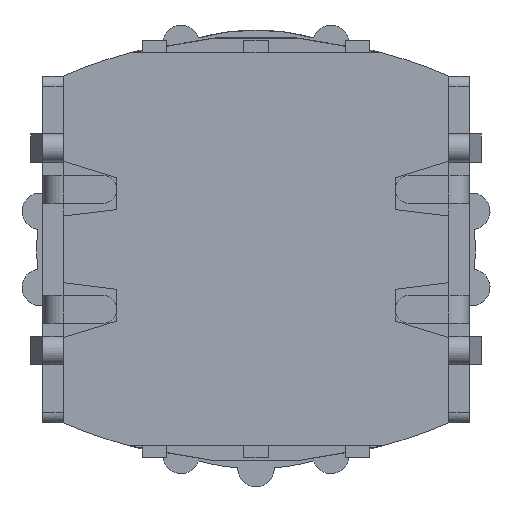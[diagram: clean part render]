
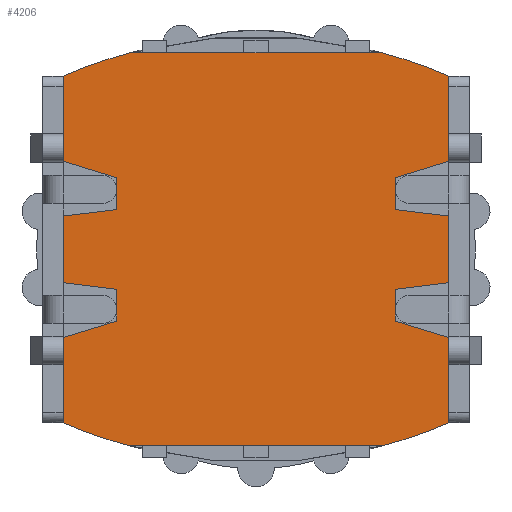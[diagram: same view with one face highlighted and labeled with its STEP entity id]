
A CAD part, front view. The second image highlights one B-rep face of the part: STEP entity #4206.
In plain terms, the highlighted planar face has unit normal (0, -1, 0).
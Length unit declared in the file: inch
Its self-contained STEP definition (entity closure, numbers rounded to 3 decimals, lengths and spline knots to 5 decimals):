
#121=CIRCLE('',#4487,0.48203);
#123=CIRCLE('',#4489,0.48203);
#125=CIRCLE('',#4493,0.48203);
#127=CIRCLE('',#4495,0.48203);
#315=ORIENTED_EDGE('',*,*,#1577,.F.);
#316=ORIENTED_EDGE('',*,*,#1580,.T.);
#317=ORIENTED_EDGE('',*,*,#1579,.F.);
#318=ORIENTED_EDGE('',*,*,#1565,.F.);
#319=ORIENTED_EDGE('',*,*,#1581,.F.);
#320=ORIENTED_EDGE('',*,*,#1582,.F.);
#321=ORIENTED_EDGE('',*,*,#1583,.F.);
#322=ORIENTED_EDGE('',*,*,#1572,.F.);
#323=ORIENTED_EDGE('',*,*,#1584,.F.);
#324=ORIENTED_EDGE('',*,*,#1585,.F.);
#325=ORIENTED_EDGE('',*,*,#1586,.F.);
#326=ORIENTED_EDGE('',*,*,#1568,.F.);
#327=ORIENTED_EDGE('',*,*,#1559,.F.);
#328=ORIENTED_EDGE('',*,*,#1587,.T.);
#329=ORIENTED_EDGE('',*,*,#1562,.F.);
#330=ORIENTED_EDGE('',*,*,#1546,.F.);
#331=ORIENTED_EDGE('',*,*,#1588,.F.);
#332=ORIENTED_EDGE('',*,*,#1589,.F.);
#333=ORIENTED_EDGE('',*,*,#1590,.F.);
#334=ORIENTED_EDGE('',*,*,#1554,.F.);
#335=ORIENTED_EDGE('',*,*,#1591,.F.);
#336=ORIENTED_EDGE('',*,*,#1592,.F.);
#337=ORIENTED_EDGE('',*,*,#1593,.F.);
#338=ORIENTED_EDGE('',*,*,#1550,.F.);
#1546=EDGE_CURVE('',#2180,#2181,#2601,.T.);
#1550=EDGE_CURVE('',#2184,#2185,#2605,.T.);
#1554=EDGE_CURVE('',#2188,#2189,#2609,.T.);
#1559=EDGE_CURVE('',#2193,#2194,#121,.T.);
#1562=EDGE_CURVE('',#2181,#2191,#123,.T.);
#1565=EDGE_CURVE('',#2198,#2199,#2616,.T.);
#1568=EDGE_CURVE('',#2194,#2201,#2619,.T.);
#1572=EDGE_CURVE('',#2204,#2205,#2623,.T.);
#1577=EDGE_CURVE('',#2209,#2184,#125,.T.);
#1579=EDGE_CURVE('',#2199,#2207,#127,.T.);
#1580=EDGE_CURVE('',#2209,#2207,#2627,.T.);
#1581=EDGE_CURVE('',#2210,#2198,#2628,.T.);
#1582=EDGE_CURVE('',#2211,#2210,#2629,.T.);
#1583=EDGE_CURVE('',#2205,#2211,#2630,.T.);
#1584=EDGE_CURVE('',#2212,#2204,#2631,.T.);
#1585=EDGE_CURVE('',#2213,#2212,#2632,.T.);
#1586=EDGE_CURVE('',#2201,#2213,#2633,.T.);
#1587=EDGE_CURVE('',#2193,#2191,#2634,.T.);
#1588=EDGE_CURVE('',#2214,#2180,#2635,.T.);
#1589=EDGE_CURVE('',#2215,#2214,#2636,.T.);
#1590=EDGE_CURVE('',#2189,#2215,#2637,.T.);
#1591=EDGE_CURVE('',#2216,#2188,#2638,.T.);
#1592=EDGE_CURVE('',#2217,#2216,#2639,.T.);
#1593=EDGE_CURVE('',#2185,#2217,#2640,.T.);
#2180=VERTEX_POINT('',#6152);
#2181=VERTEX_POINT('',#6154);
#2184=VERTEX_POINT('',#6160);
#2185=VERTEX_POINT('',#6162);
#2188=VERTEX_POINT('',#6168);
#2189=VERTEX_POINT('',#6170);
#2191=VERTEX_POINT('',#6175);
#2193=VERTEX_POINT('',#6179);
#2194=VERTEX_POINT('',#6181);
#2198=VERTEX_POINT('',#6191);
#2199=VERTEX_POINT('',#6193);
#2201=VERTEX_POINT('',#6198);
#2204=VERTEX_POINT('',#6204);
#2205=VERTEX_POINT('',#6206);
#2207=VERTEX_POINT('',#6211);
#2209=VERTEX_POINT('',#6215);
#2210=VERTEX_POINT('',#6222);
#2211=VERTEX_POINT('',#6224);
#2212=VERTEX_POINT('',#6227);
#2213=VERTEX_POINT('',#6229);
#2214=VERTEX_POINT('',#6233);
#2215=VERTEX_POINT('',#6235);
#2216=VERTEX_POINT('',#6238);
#2217=VERTEX_POINT('',#6240);
#2601=LINE('',#6153,#3075);
#2605=LINE('',#6161,#3079);
#2609=LINE('',#6169,#3083);
#2616=LINE('',#6192,#3090);
#2619=LINE('',#6197,#3093);
#2623=LINE('',#6205,#3097);
#2627=LINE('',#6220,#3101);
#2628=LINE('',#6221,#3102);
#2629=LINE('',#6223,#3103);
#2630=LINE('',#6225,#3104);
#2631=LINE('',#6226,#3105);
#2632=LINE('',#6228,#3106);
#2633=LINE('',#6230,#3107);
#2634=LINE('',#6231,#3108);
#2635=LINE('',#6232,#3109);
#2636=LINE('',#6234,#3110);
#2637=LINE('',#6236,#3111);
#2638=LINE('',#6237,#3112);
#2639=LINE('',#6239,#3113);
#2640=LINE('',#6241,#3114);
#3075=VECTOR('',#4886,39.37008);
#3079=VECTOR('',#4890,39.37008);
#3083=VECTOR('',#4894,39.37008);
#3090=VECTOR('',#4913,39.37008);
#3093=VECTOR('',#4916,39.37008);
#3097=VECTOR('',#4920,39.37008);
#3101=VECTOR('',#4936,39.37008);
#3102=VECTOR('',#4937,39.37008);
#3103=VECTOR('',#4938,39.37008);
#3104=VECTOR('',#4939,39.37008);
#3105=VECTOR('',#4940,39.37008);
#3106=VECTOR('',#4941,39.37008);
#3107=VECTOR('',#4942,39.37008);
#3108=VECTOR('',#4943,39.37008);
#3109=VECTOR('',#4944,39.37008);
#3110=VECTOR('',#4945,39.37008);
#3111=VECTOR('',#4946,39.37008);
#3112=VECTOR('',#4947,39.37008);
#3113=VECTOR('',#4948,39.37008);
#3114=VECTOR('',#4949,39.37008);
#3552=EDGE_LOOP('',(#315,#316,#317,#318,#319,#320,#321,#322,#323,#324,#325,
#326,#327,#328,#329,#330,#331,#332,#333,#334,#335,#336,#337,#338));
#3799=FACE_BOUND('',#3552,.T.);
#4043=PLANE('',#4496);
#4206=ADVANCED_FACE('',(#3799),#4043,.F.);
#4487=AXIS2_PLACEMENT_3D('',#6180,#4902,#4903);
#4489=AXIS2_PLACEMENT_3D('',#6185,#4907,#4908);
#4493=AXIS2_PLACEMENT_3D('',#6216,#4928,#4929);
#4495=AXIS2_PLACEMENT_3D('',#6218,#4932,#4933);
#4496=AXIS2_PLACEMENT_3D('',#6219,#4934,#4935);
#4886=DIRECTION('',(0.,0.,1.));
#4890=DIRECTION('',(0.,0.,1.));
#4894=DIRECTION('',(0.,0.,1.));
#4902=DIRECTION('',(0.,1.,0.));
#4903=DIRECTION('',(1.,0.,0.));
#4907=DIRECTION('',(0.,1.,0.));
#4908=DIRECTION('',(1.,0.,0.));
#4913=DIRECTION('',(0.,0.,-1.));
#4916=DIRECTION('',(0.,0.,-1.));
#4920=DIRECTION('',(0.,0.,-1.));
#4928=DIRECTION('',(0.,1.,0.));
#4929=DIRECTION('',(1.,0.,0.));
#4932=DIRECTION('',(0.,1.,0.));
#4933=DIRECTION('',(1.,0.,0.));
#4934=DIRECTION('',(0.,1.,0.));
#4935=DIRECTION('',(0.,0.,1.));
#4936=DIRECTION('',(1.,0.,0.));
#4937=DIRECTION('',(0.956,0.,-0.292));
#4938=DIRECTION('',(0.,0.,-1.));
#4939=DIRECTION('',(-0.993,0.,-0.122));
#4940=DIRECTION('',(0.993,0.,-0.122));
#4941=DIRECTION('',(0.,0.,-1.));
#4942=DIRECTION('',(-0.956,0.,-0.292));
#4943=DIRECTION('',(-1.,0.,0.));
#4944=DIRECTION('',(-0.956,0.,0.292));
#4945=DIRECTION('',(0.,0.,1.));
#4946=DIRECTION('',(0.993,0.,0.122));
#4947=DIRECTION('',(-0.993,0.,0.122));
#4948=DIRECTION('',(0.,0.,1.));
#4949=DIRECTION('',(0.956,0.,0.292));
#6152=CARTESIAN_POINT('',(-0.1905,-0.358,0.08702));
#6153=CARTESIAN_POINT('',(-0.1905,-0.358,-0.17126));
#6154=CARTESIAN_POINT('',(-0.1905,-0.358,0.17126));
#6160=CARTESIAN_POINT('',(-0.1905,-0.358,-0.17126));
#6161=CARTESIAN_POINT('',(-0.1905,-0.358,-0.17126));
#6162=CARTESIAN_POINT('',(-0.1905,-0.358,-0.08702));
#6168=CARTESIAN_POINT('',(-0.1905,-0.358,-0.03288));
#6169=CARTESIAN_POINT('',(-0.1905,-0.358,-0.17126));
#6170=CARTESIAN_POINT('',(-0.1905,-0.358,0.03288));
#6175=CARTESIAN_POINT('',(-0.12504,-0.358,0.194));
#6179=CARTESIAN_POINT('',(0.12504,-0.358,0.194));
#6180=CARTESIAN_POINT('',(0.,-0.358,-0.27153));
#6181=CARTESIAN_POINT('',(0.1905,-0.358,0.17126));
#6185=CARTESIAN_POINT('',(0.,-0.358,-0.27153));
#6191=CARTESIAN_POINT('',(0.1905,-0.358,-0.08702));
#6192=CARTESIAN_POINT('',(0.1905,-0.358,0.17126));
#6193=CARTESIAN_POINT('',(0.1905,-0.358,-0.17126));
#6197=CARTESIAN_POINT('',(0.1905,-0.358,0.17126));
#6198=CARTESIAN_POINT('',(0.1905,-0.358,0.08702));
#6204=CARTESIAN_POINT('',(0.1905,-0.358,0.03288));
#6205=CARTESIAN_POINT('',(0.1905,-0.358,0.17126));
#6206=CARTESIAN_POINT('',(0.1905,-0.358,-0.03288));
#6211=CARTESIAN_POINT('',(0.12504,-0.358,-0.194));
#6215=CARTESIAN_POINT('',(-0.12504,-0.358,-0.194));
#6216=CARTESIAN_POINT('',(0.,-0.358,0.27153));
#6218=CARTESIAN_POINT('',(0.,-0.358,0.27153));
#6219=CARTESIAN_POINT('',(0.,-0.358,-0.27153));
#6220=CARTESIAN_POINT('',(0.,-0.358,-0.194));
#6221=CARTESIAN_POINT('',(0.13767,-0.358,-0.07087));
#6222=CARTESIAN_POINT('',(0.13767,-0.358,-0.07087));
#6223=CARTESIAN_POINT('',(0.13767,-0.358,-0.03937));
#6224=CARTESIAN_POINT('',(0.13767,-0.358,-0.03937));
#6225=CARTESIAN_POINT('',(0.1905,-0.358,-0.03288));
#6226=CARTESIAN_POINT('',(0.13767,-0.358,0.03937));
#6227=CARTESIAN_POINT('',(0.13767,-0.358,0.03937));
#6228=CARTESIAN_POINT('',(0.13767,-0.358,0.07087));
#6229=CARTESIAN_POINT('',(0.13767,-0.358,0.07087));
#6230=CARTESIAN_POINT('',(0.1905,-0.358,0.08702));
#6231=CARTESIAN_POINT('',(0.,-0.358,0.194));
#6232=CARTESIAN_POINT('',(-0.13767,-0.358,0.07087));
#6233=CARTESIAN_POINT('',(-0.13767,-0.358,0.07087));
#6234=CARTESIAN_POINT('',(-0.13767,-0.358,0.03937));
#6235=CARTESIAN_POINT('',(-0.13767,-0.358,0.03937));
#6236=CARTESIAN_POINT('',(-0.1905,-0.358,0.03288));
#6237=CARTESIAN_POINT('',(-0.13767,-0.358,-0.03937));
#6238=CARTESIAN_POINT('',(-0.13767,-0.358,-0.03937));
#6239=CARTESIAN_POINT('',(-0.13767,-0.358,-0.07087));
#6240=CARTESIAN_POINT('',(-0.13767,-0.358,-0.07087));
#6241=CARTESIAN_POINT('',(-0.1905,-0.358,-0.08702));
